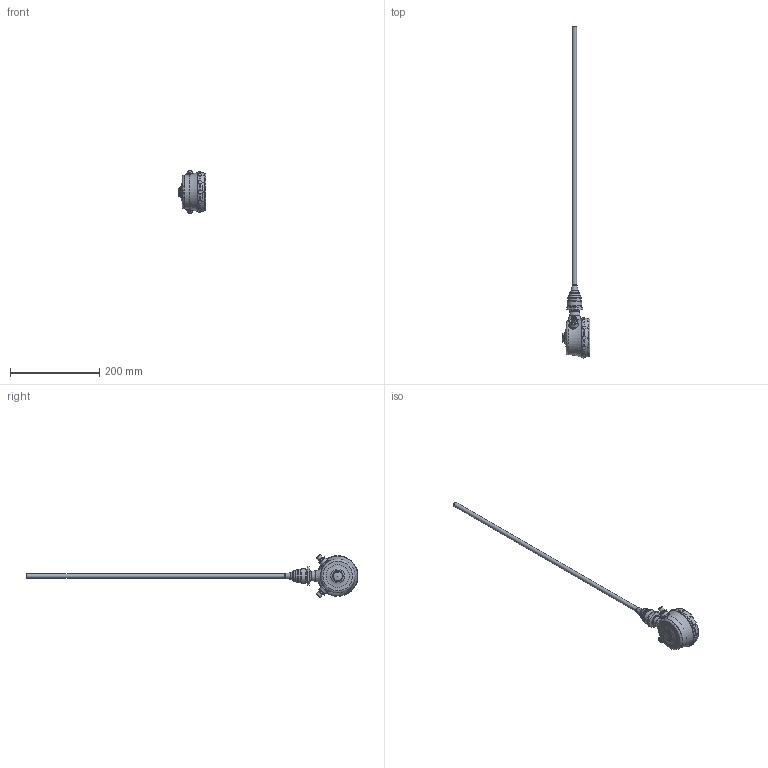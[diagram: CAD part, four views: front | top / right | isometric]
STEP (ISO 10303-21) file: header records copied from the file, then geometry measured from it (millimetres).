
FILE_DESCRIPTION(/* description */ ('Unknown'),/* implementation_level */ '2;1');
FILE_NAME(/* name */ 'PLP70x-50060004x.D11CA040.3xxx',/* time_stamp */ '2024-02-08T14:08:04+01:00',/* author */ ('Unknown'),/* organization */ ('Baumer'),/* preprocessor_version */ 'ST-DEVELOPER v16.7',/* originating_system */ 'Solid Edge',/* authorisation */ 'Unknown');
FILE_SCHEMA (('AUTOMOTIVE_DESIGN {1 0 10303 214 3 1 1}'));
Length unit declared in the file: millimetre
Products named in the file (1): Part10
Bounding box: 62.05 x 745.94 x 95.92 mm (x, y, z)
Volume: 155413.5 mm3; surface area: 98799.5 mm2
Topology: 2 solids, 15 shells, 717 faces, 1821 edges, 1187 vertices
Faces by surface type: plane 319, cylinder 203, cone 109, torus 62, bspline 20, sphere 4
Full cylindrical faces by diameter (mm): 1.64 x9, 2 x4, 3 x1, 3.4 x4, 7 x1, 7.709 x1, 9.5 x1, 10 x4, 10.5 x1, 11 x2, 11.5 x1, 11.741 x2, 12 x3, 13 x1, 13.8 x2, 14 x1, 14.5 x2, 15.85 x2, 16 x13, 17.7 x1, 18.36 x1, 18.9 x1, 18.917 x1, 19.5 x2, 19.7 x1, 20 x1, 20.8 x3, 21 x2, 22.7 x1, 23.5 x1
Entity records: 27538 total; most frequent: CARTESIAN_POINT 6867, DIRECTION 3209, ORIENTED_EDGE 3000, EDGE_CURVE 1500, AXIS2_PLACEMENT_3D 1303, VERTEX_POINT 1077, FACE_BOUND 1017, EDGE_LOOP 1007
